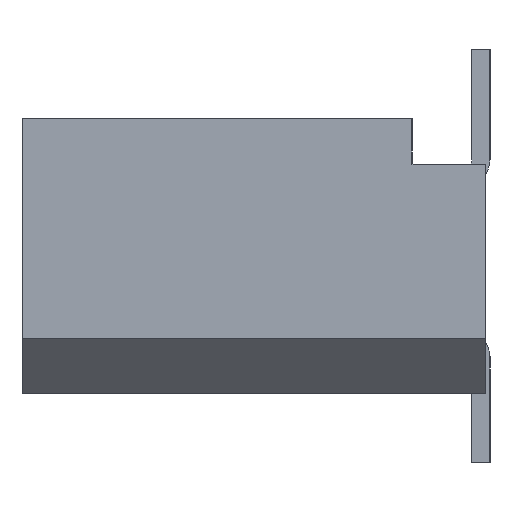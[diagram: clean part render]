
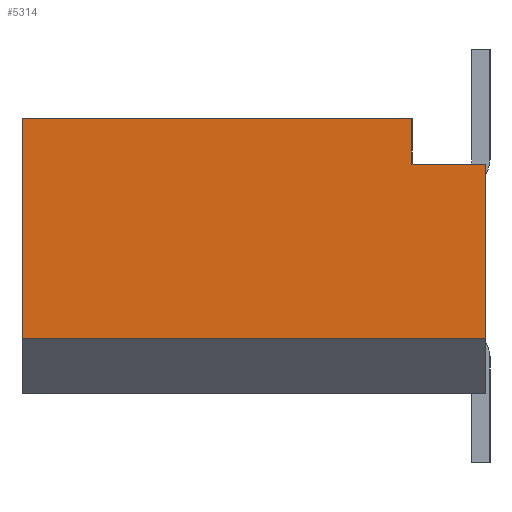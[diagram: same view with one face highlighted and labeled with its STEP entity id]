
A CAD part, left-side view. The second image highlights one B-rep face of the part: STEP entity #5314.
In plain terms, the highlighted planar face has unit normal (-1, 0, 0).
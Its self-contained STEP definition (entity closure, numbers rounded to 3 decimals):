
#1=DIRECTION('',(0.,1.,0.));
#2=VECTOR('',#1,5.05);
#3=CARTESIAN_POINT('',(-6.5,0.,-0.9));
#4=LINE('',#3,#2);
#5=DIRECTION('',(0.,0.,1.));
#6=VECTOR('',#5,2.4);
#7=CARTESIAN_POINT('',(-6.5,5.05,-0.9));
#8=LINE('',#7,#6);
#9=DIRECTION('',(0.,-1.,0.));
#10=VECTOR('',#9,4.25);
#11=CARTESIAN_POINT('',(-6.5,5.05,1.5));
#12=LINE('',#11,#10);
#13=DIRECTION('',(0.,0.,-1.));
#14=VECTOR('',#13,0.5);
#15=CARTESIAN_POINT('',(-6.5,0.8,1.5));
#16=LINE('',#15,#14);
#17=DIRECTION('',(0.,-1.,0.));
#18=VECTOR('',#17,0.8);
#19=CARTESIAN_POINT('',(-6.5,0.8,1.));
#20=LINE('',#19,#18);
#21=DIRECTION('',(0.,0.,-1.));
#22=VECTOR('',#21,1.9);
#23=CARTESIAN_POINT('',(-6.5,0.,1.));
#24=LINE('',#23,#22);
#4019=CARTESIAN_POINT('',(-6.5,0.8,1.5));
#4020=CARTESIAN_POINT('',(-6.5,0.8,1.));
#4021=VERTEX_POINT('',#4019);
#4022=VERTEX_POINT('',#4020);
#4023=CARTESIAN_POINT('',(-6.5,0.,1.));
#4024=VERTEX_POINT('',#4023);
#4025=CARTESIAN_POINT('',(-6.5,5.05,1.5));
#4026=VERTEX_POINT('',#4025);
#4471=CARTESIAN_POINT('',(-6.5,0.,-0.9));
#4472=CARTESIAN_POINT('',(-6.5,5.05,-0.9));
#4473=VERTEX_POINT('',#4471);
#4474=VERTEX_POINT('',#4472);
#5295=CARTESIAN_POINT('',(-6.5,0.,0.));
#5296=DIRECTION('',(1.,0.,0.));
#5297=DIRECTION('',(0.,0.,-1.));
#5298=AXIS2_PLACEMENT_3D('',#5295,#5296,#5297);
#5299=PLANE('',#5298);
#5301=ORIENTED_EDGE('',*,*,#5300,.T.);
#5303=ORIENTED_EDGE('',*,*,#5302,.T.);
#5305=ORIENTED_EDGE('',*,*,#5304,.T.);
#5307=ORIENTED_EDGE('',*,*,#5306,.T.);
#5309=ORIENTED_EDGE('',*,*,#5308,.T.);
#5311=ORIENTED_EDGE('',*,*,#5310,.T.);
#5312=EDGE_LOOP('',(#5301,#5303,#5305,#5307,#5309,#5311));
#5313=FACE_OUTER_BOUND('',#5312,.F.);
#5314=ADVANCED_FACE('',(#5313),#5299,.F.);
#5300=EDGE_CURVE('',#4473,#4474,#4,.T.);
#5302=EDGE_CURVE('',#4474,#4026,#8,.T.);
#5304=EDGE_CURVE('',#4026,#4021,#12,.T.);
#5306=EDGE_CURVE('',#4021,#4022,#16,.T.);
#5308=EDGE_CURVE('',#4022,#4024,#20,.T.);
#5310=EDGE_CURVE('',#4024,#4473,#24,.T.);
